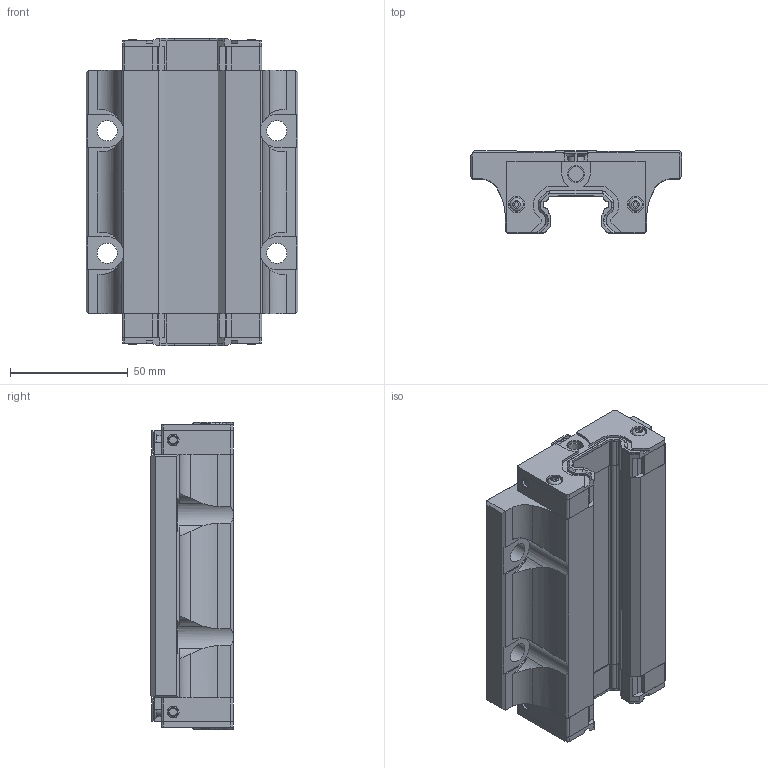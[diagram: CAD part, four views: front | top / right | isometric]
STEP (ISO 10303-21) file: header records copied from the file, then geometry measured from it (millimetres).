
FILE_DESCRIPTION(/* description */ ('Vozík'),/* implementation_level */ '2;1');
FILE_NAME(/* name */ 'LGBCH 30 FE SS N Z1-N.stp',/* time_stamp */ '2022-08-15T12:48:38+02:00',/* author */ ('konstrukce'),/* organization */ ('NTNAUTOMATION'),/* preprocessor_version */ 'ST-DEVELOPER v18.1',/* originating_system */ 'Autodesk Inventor 2022',/* authorisation */ '');
FILE_SCHEMA (('AUTOMOTIVE_DESIGN { 1 0 10303 214 3 1 1 }'));
Length unit declared in the file: millimetre
Products named in the file (1): LGBCH 30 FE SS N Z1-N
Bounding box: 90 x 35 x 130.5 mm (x, y, z)
Volume: 248580.1 mm3; surface area: 40598.6 mm2
Topology: 1 solids, 1 shells, 572 faces, 1540 edges, 1000 vertices
Faces by surface type: plane 364, cylinder 172, cone 32, torus 4
Full cylindrical faces by diameter (mm): 2.5 x2, 5 x6, 5.7 x4, 6.5 x4, 7 x6, 8.6 x4, 9 x2
Entity records: 18191 total; most frequent: CARTESIAN_POINT 3289, ORIENTED_EDGE 3080, DIRECTION 3054, EDGE_CURVE 1540, LINE 1116, VECTOR 1116, VERTEX_POINT 1000, AXIS2_PLACEMENT_3D 969
